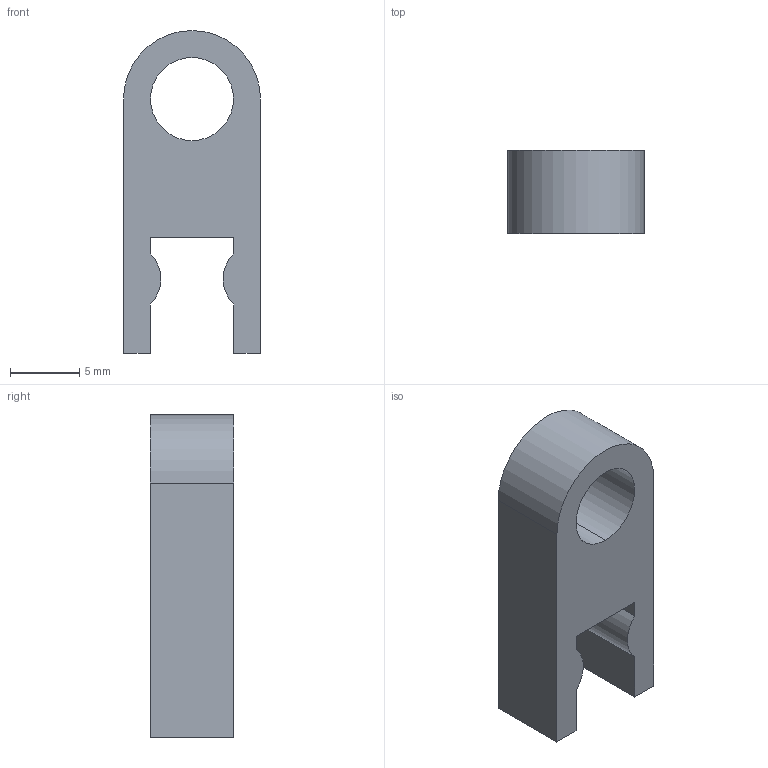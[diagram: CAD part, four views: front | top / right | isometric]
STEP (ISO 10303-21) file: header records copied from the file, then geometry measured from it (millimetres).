
FILE_DESCRIPTION (( 'STEP AP214' ), '1' );
FILE_NAME ('Connector 1 Grey.STEP', '2023-03-31T21:25:19', ( '' ), ( '' ), 'SwSTEP 2.0', 'SolidWorks 2022', '' );
FILE_SCHEMA (( 'AUTOMOTIVE_DESIGN' ));
Length unit declared in the file: millimetre
Products named in the file (1): Connector 1 Grey
Bounding box: 9.9 x 6 x 23.33 mm (x, y, z)
Volume: 873.9 mm3; surface area: 883.1 mm2
Topology: 1 solids, 1 shells, 16 faces, 42 edges, 28 vertices
Faces by surface type: plane 11, cylinder 5
Entity records: 534 total; most frequent: CARTESIAN_POINT 87, DIRECTION 86, ORIENTED_EDGE 84, EDGE_CURVE 42, LINE 32, VECTOR 32, VERTEX_POINT 28, AXIS2_PLACEMENT_3D 27
